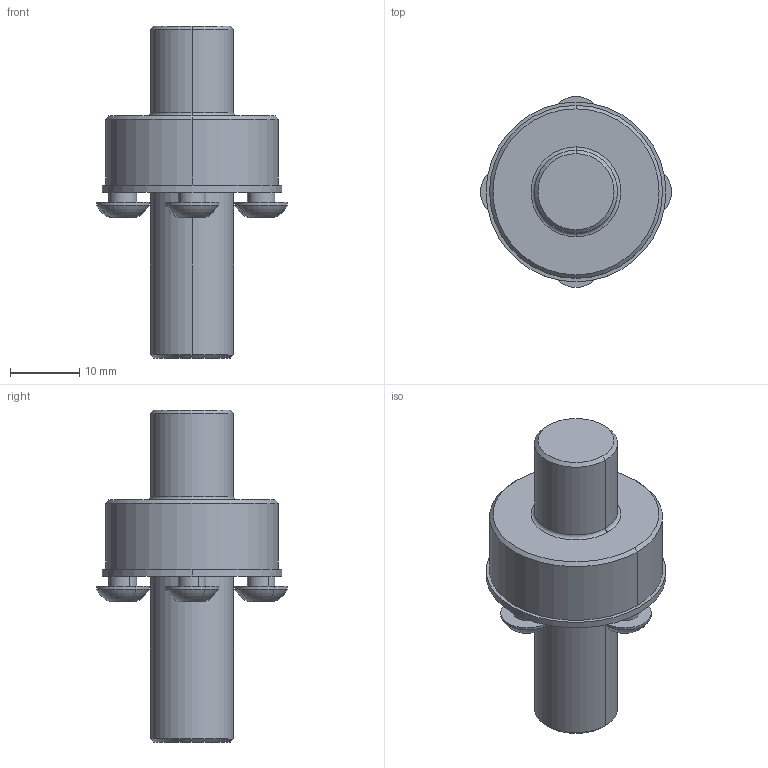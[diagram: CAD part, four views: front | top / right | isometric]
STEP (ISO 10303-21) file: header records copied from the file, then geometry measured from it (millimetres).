
FILE_DESCRIPTION (( 'STEP AP214' ), '1' );
FILE_NAME ('43490~0.STEP', '2019-06-05T07:50:45', ( '' ), ( '' ), 'SwSTEP 2.0', 'SolidWorks 2018', '' );
FILE_SCHEMA (( 'AUTOMOTIVE_DESIGN' ));
Length unit declared in the file: millimetre
Products named in the file (4): 42256~0_S; 43490~0; 42255~0_KUNDE<S>; ISO7380~n_M04,0x008
Assembly tree (6 placements, depth 2):
  43490~0
    42255~0_KUNDE<S>
    42256~0_S
    ISO7380~n_M04,0x008  x4
Bounding box: 27.6 x 27.6 x 48 mm (x, y, z)
Volume: 9889.5 mm3; surface area: 5269.1 mm2
Topology: 6 solids, 6 shells, 166 faces, 398 edges, 250 vertices
Faces by surface type: cylinder 110, cone 22, plane 22, torus 12
Entity records: 2527 total; most frequent: DIRECTION 467, CARTESIAN_POINT 377, ORIENTED_EDGE 354, AXIS2_PLACEMENT_3D 202, EDGE_CURVE 177, CIRCLE 114, VERTEX_POINT 112, EDGE_LOOP 97
